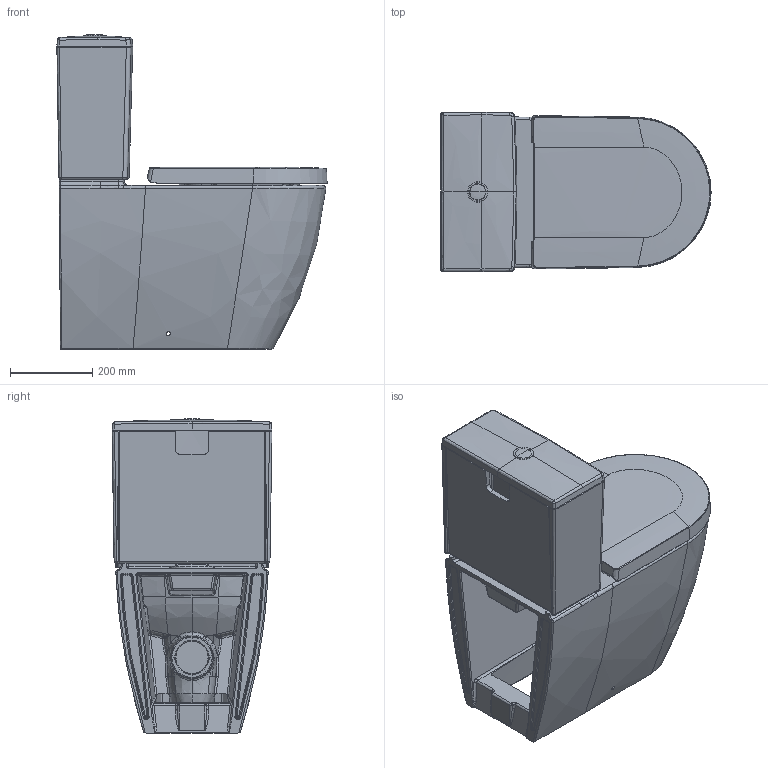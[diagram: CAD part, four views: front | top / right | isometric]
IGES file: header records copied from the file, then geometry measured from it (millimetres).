
Global section: file name: No Iges File Name specified; native system: Autodesk Inventor 2011; preprocessor: AutoDesk Inventor Iges Exporter R2011; author: Administrator; date: 20150610.144444; units: millimetre
Bounding box: 659.18 x 390.08 x 767.9 mm (x, y, z)
Volume: 41257272 mm3; surface area: 3333940.9 mm2
Topology: 16 solids, 16 shells, 2713 faces, 6890 edges, 4169 vertices
Faces by surface type: bspline 1002, plane 674, revolution 542, cylinder 207, torus 144, cone 116, sphere 28
